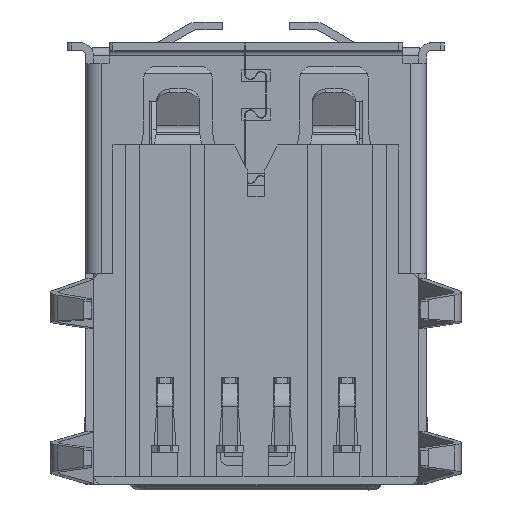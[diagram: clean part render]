
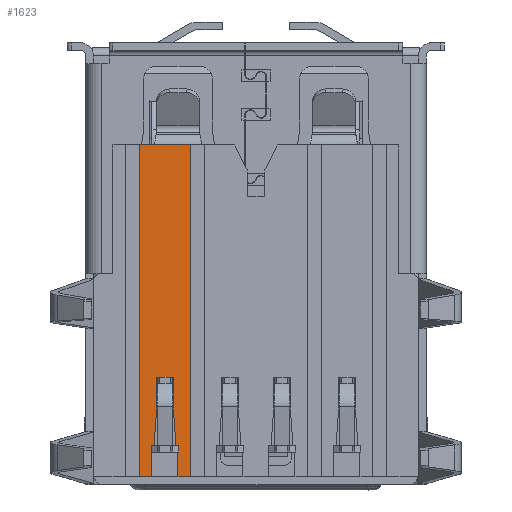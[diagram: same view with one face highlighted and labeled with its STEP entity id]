
A CAD part, front view. The second image highlights one B-rep face of the part: STEP entity #1623.
In plain terms, the highlighted planar face has unit normal (0, -1, 0).
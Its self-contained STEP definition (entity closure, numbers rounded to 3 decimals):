
#327 = LINE ( 'NONE', #1292, #31873 ) ;
#665 = DIRECTION ( 'NONE',  ( 0., 0., 1. ) ) ;
#760 = ORIENTED_EDGE ( 'NONE', *, *, #20822, .F. ) ;
#885 = VERTEX_POINT ( 'NONE', #6549 ) ;
#1013 = ORIENTED_EDGE ( 'NONE', *, *, #30703, .F. ) ;
#1292 = CARTESIAN_POINT ( 'NONE',  ( -8.669, -1.432, 13.77 ) ) ;
#1623 = ADVANCED_FACE ( 'NONE', ( #11021 ), #48322, .F. ) ;
#2075 = CARTESIAN_POINT ( 'NONE',  ( -8.724, -1.432, 14.57 ) ) ;
#2789 = CARTESIAN_POINT ( 'NONE',  ( -8.059, -1.432, 24.53 ) ) ;
#3202 = EDGE_CURVE ( 'NONE', #31447, #43427, #36147, .T. ) ;
#3242 = ORIENTED_EDGE ( 'NONE', *, *, #15835, .T. ) ;
#4927 = DIRECTION ( 'NONE',  ( 0., 0., -1. ) ) ;
#5109 = ORIENTED_EDGE ( 'NONE', *, *, #20962, .F. ) ;
#5278 = VECTOR ( 'NONE', #41604, 1000. ) ;
#5531 = CARTESIAN_POINT ( 'NONE',  ( -9.344, -1.432, 15.59 ) ) ;
#5583 = VERTEX_POINT ( 'NONE', #30549 ) ;
#6396 = EDGE_LOOP ( 'NONE', ( #26674, #6479, #46882, #47089, #20418, #15444, #29326, #5109, #6770, #1013, #760, #48586, #3242, #18582 ) ) ;
#6469 = VECTOR ( 'NONE', #16457, 1000. ) ;
#6479 = ORIENTED_EDGE ( 'NONE', *, *, #41057, .T. ) ;
#6549 = CARTESIAN_POINT ( 'NONE',  ( -8.534, -1.432, 12.97 ) ) ;
#6770 = ORIENTED_EDGE ( 'NONE', *, *, #30719, .F. ) ;
#7655 = LINE ( 'NONE', #18222, #34272 ) ;
#8273 = CARTESIAN_POINT ( 'NONE',  ( -8.534, -1.432, 12.365 ) ) ;
#8563 = VERTEX_POINT ( 'NONE', #23651 ) ;
#8629 = LINE ( 'NONE', #16002, #43697 ) ;
#8652 = VECTOR ( 'NONE', #40217, 1000. ) ;
#8696 = DIRECTION ( 'NONE',  ( 0.069, 0., -0.998 ) ) ;
#10310 = LINE ( 'NONE', #25274, #8652 ) ;
#10786 = LINE ( 'NONE', #25751, #40228 ) ;
#11021 = FACE_OUTER_BOUND ( 'NONE', #6396, .T. ) ;
#12294 = DIRECTION ( 'NONE',  ( -1., 0., 0. ) ) ;
#13838 = CARTESIAN_POINT ( 'NONE',  ( -8.697, -1.432, 24.53 ) ) ;
#14719 = DIRECTION ( 'NONE',  ( 0., 1., 0. ) ) ;
#15203 = LINE ( 'NONE', #15443, #21191 ) ;
#15443 = CARTESIAN_POINT ( 'NONE',  ( -9.344, -1.432, 14.57 ) ) ;
#15444 = ORIENTED_EDGE ( 'NONE', *, *, #16145, .F. ) ;
#15835 = EDGE_CURVE ( 'NONE', #31513, #22343, #327, .T. ) ;
#16002 = CARTESIAN_POINT ( 'NONE',  ( -9.034, -1.432, 12.97 ) ) ;
#16114 = LINE ( 'NONE', #19290, #5278 ) ;
#16145 = EDGE_CURVE ( 'NONE', #33921, #5583, #44710, .T. ) ;
#16457 = DIRECTION ( 'NONE',  ( 1., 0., 0. ) ) ;
#16527 = VECTOR ( 'NONE', #665, 1000. ) ;
#18222 = CARTESIAN_POINT ( 'NONE',  ( -9.034, -1.432, 15.59 ) ) ;
#18582 = ORIENTED_EDGE ( 'NONE', *, *, #27866, .T. ) ;
#19085 = AXIS2_PLACEMENT_3D ( 'NONE', #48572, #14719, #29672 ) ;
#19290 = CARTESIAN_POINT ( 'NONE',  ( -8.574, -1.432, 12.97 ) ) ;
#19401 = CARTESIAN_POINT ( 'NONE',  ( -8.724, -1.432, 15.08 ) ) ;
#19636 = LINE ( 'NONE', #38518, #6469 ) ;
#20418 = ORIENTED_EDGE ( 'NONE', *, *, #46599, .F. ) ;
#20635 = EDGE_CURVE ( 'NONE', #39891, #31513, #40765, .T. ) ;
#20822 = EDGE_CURVE ( 'NONE', #39891, #36992, #7655, .T. ) ;
#20962 = EDGE_CURVE ( 'NONE', #8563, #32284, #8629, .T. ) ;
#21191 = VECTOR ( 'NONE', #22323, 1000. ) ;
#22301 = LINE ( 'NONE', #8273, #36881 ) ;
#22323 = DIRECTION ( 'NONE',  ( -0.069, 0., -0.998 ) ) ;
#22343 = VERTEX_POINT ( 'NONE', #48112 ) ;
#22354 = CARTESIAN_POINT ( 'NONE',  ( -9.344, -1.432, 14.57 ) ) ;
#23261 = CARTESIAN_POINT ( 'NONE',  ( -10.009, -1.432, 18.145 ) ) ;
#23310 = CARTESIAN_POINT ( 'NONE',  ( -8.534, -1.432, 11.76 ) ) ;
#23338 = VECTOR ( 'NONE', #4927, 1000. ) ;
#23651 = CARTESIAN_POINT ( 'NONE',  ( -9.454, -1.432, 12.97 ) ) ;
#24530 = CARTESIAN_POINT ( 'NONE',  ( -9.534, -1.432, 12.97 ) ) ;
#25274 = CARTESIAN_POINT ( 'NONE',  ( -9.344, -1.432, 15.08 ) ) ;
#25751 = CARTESIAN_POINT ( 'NONE',  ( -8.059, -1.432, 18.145 ) ) ;
#26068 = CARTESIAN_POINT ( 'NONE',  ( -9.034, -1.432, 11.76 ) ) ;
#26674 = ORIENTED_EDGE ( 'NONE', *, *, #32544, .T. ) ;
#27866 = EDGE_CURVE ( 'NONE', #22343, #885, #16114, .T. ) ;
#27871 = CARTESIAN_POINT ( 'NONE',  ( -10.009, -1.432, 24.53 ) ) ;
#28297 = VERTEX_POINT ( 'NONE', #47514 ) ;
#28468 = VECTOR ( 'NONE', #47939, 1000. ) ;
#29326 = ORIENTED_EDGE ( 'NONE', *, *, #39273, .F. ) ;
#29672 = DIRECTION ( 'NONE',  ( 0., 0., 1. ) ) ;
#29923 = DIRECTION ( 'NONE',  ( 0., 0., -1. ) ) ;
#30549 = CARTESIAN_POINT ( 'NONE',  ( -10.009, -1.432, 11.76 ) ) ;
#30703 = EDGE_CURVE ( 'NONE', #36992, #39651, #10310, .T. ) ;
#30719 = EDGE_CURVE ( 'NONE', #39651, #8563, #15203, .T. ) ;
#31093 = LINE ( 'NONE', #23261, #16527 ) ;
#31447 = VERTEX_POINT ( 'NONE', #27871 ) ;
#31513 = VERTEX_POINT ( 'NONE', #2075 ) ;
#31618 = VECTOR ( 'NONE', #38221, 1000. ) ;
#31862 = CARTESIAN_POINT ( 'NONE',  ( -8.724, -1.432, 15.59 ) ) ;
#31873 = VECTOR ( 'NONE', #8696, 1000. ) ;
#32284 = VERTEX_POINT ( 'NONE', #24530 ) ;
#32544 = EDGE_CURVE ( 'NONE', #885, #36374, #22301, .T. ) ;
#33921 = VERTEX_POINT ( 'NONE', #48022 ) ;
#34066 = CARTESIAN_POINT ( 'NONE',  ( -9.534, -1.432, 18.145 ) ) ;
#34272 = VECTOR ( 'NONE', #48163, 1000. ) ;
#36147 = LINE ( 'NONE', #13838, #28468 ) ;
#36374 = VERTEX_POINT ( 'NONE', #23310 ) ;
#36881 = VECTOR ( 'NONE', #37960, 1000. ) ;
#36992 = VERTEX_POINT ( 'NONE', #5531 ) ;
#37413 = VECTOR ( 'NONE', #41017, 1000. ) ;
#37960 = DIRECTION ( 'NONE',  ( 0., 0., -1. ) ) ;
#38221 = DIRECTION ( 'NONE',  ( 0., 0., -1. ) ) ;
#38518 = CARTESIAN_POINT ( 'NONE',  ( -7.784, -1.432, 11.76 ) ) ;
#39180 = EDGE_CURVE ( 'NONE', #43427, #28297, #10786, .T. ) ;
#39273 = EDGE_CURVE ( 'NONE', #32284, #33921, #45353, .T. ) ;
#39651 = VERTEX_POINT ( 'NONE', #22354 ) ;
#39891 = VERTEX_POINT ( 'NONE', #31862 ) ;
#40217 = DIRECTION ( 'NONE',  ( 0., 0., -1. ) ) ;
#40228 = VECTOR ( 'NONE', #29923, 1000. ) ;
#40765 = LINE ( 'NONE', #19401, #23338 ) ;
#41017 = DIRECTION ( 'NONE',  ( -1., 0., 0. ) ) ;
#41057 = EDGE_CURVE ( 'NONE', #36374, #28297, #19636, .T. ) ;
#41604 = DIRECTION ( 'NONE',  ( 1., 0., 0. ) ) ;
#43427 = VERTEX_POINT ( 'NONE', #2789 ) ;
#43697 = VECTOR ( 'NONE', #12294, 1000. ) ;
#44710 = LINE ( 'NONE', #26068, #37413 ) ;
#45353 = LINE ( 'NONE', #34066, #31618 ) ;
#46599 = EDGE_CURVE ( 'NONE', #5583, #31447, #31093, .T. ) ;
#46882 = ORIENTED_EDGE ( 'NONE', *, *, #39180, .F. ) ;
#47089 = ORIENTED_EDGE ( 'NONE', *, *, #3202, .F. ) ;
#47514 = CARTESIAN_POINT ( 'NONE',  ( -8.059, -1.432, 11.76 ) ) ;
#47939 = DIRECTION ( 'NONE',  ( 1., 0., 0. ) ) ;
#48022 = CARTESIAN_POINT ( 'NONE',  ( -9.534, -1.432, 11.76 ) ) ;
#48112 = CARTESIAN_POINT ( 'NONE',  ( -8.614, -1.432, 12.97 ) ) ;
#48163 = DIRECTION ( 'NONE',  ( -1., 0., 0. ) ) ;
#48322 = PLANE ( 'NONE',  #19085 ) ;
#48572 = CARTESIAN_POINT ( 'NONE',  ( -9.034, -1.432, 18.145 ) ) ;
#48586 = ORIENTED_EDGE ( 'NONE', *, *, #20635, .T. ) ;
